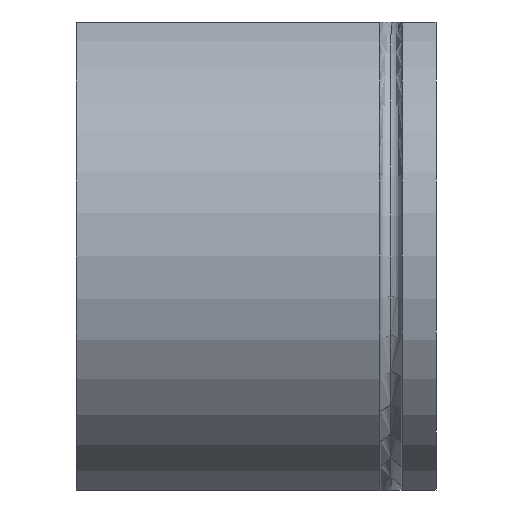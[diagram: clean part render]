
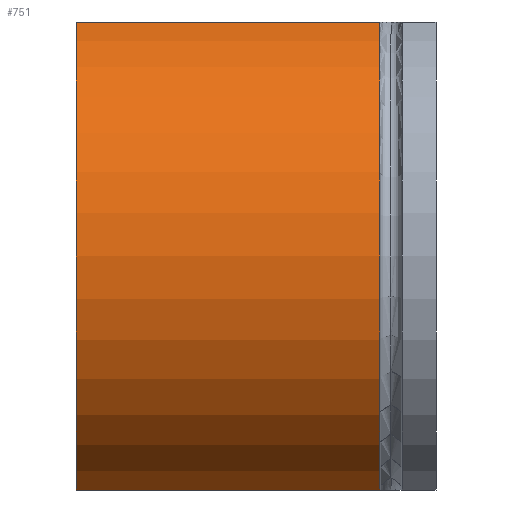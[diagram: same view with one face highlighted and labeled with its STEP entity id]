
A CAD part, front view. The second image highlights one B-rep face of the part: STEP entity #751.
In plain terms, the highlighted cylindrical face has radius 1.422 mm (diameter 2.844 mm), a partial arc.
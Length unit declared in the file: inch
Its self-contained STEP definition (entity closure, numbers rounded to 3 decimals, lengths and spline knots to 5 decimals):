
#11 = DIRECTION ( 'NONE',  ( -1., 0., 0. ) ) ;
#19 = CARTESIAN_POINT ( 'NONE',  ( 0.0635, 0., 0. ) ) ;
#33 = VECTOR ( 'NONE', #802, 39.37008 ) ;
#45 = VECTOR ( 'NONE', #795, 39.37008 ) ;
#59 = AXIS2_PLACEMENT_3D ( 'NONE', #19, #11, #785 ) ;
#76 = VERTEX_POINT ( 'NONE', #497 ) ;
#80 = AXIS2_PLACEMENT_3D ( 'NONE', #772, #249, #265 ) ;
#82 = LINE ( 'NONE', #347, #45 ) ;
#87 = EDGE_CURVE ( 'NONE', #93, #76, #82, .T. ) ;
#93 = VERTEX_POINT ( 'NONE', #279 ) ;
#98 = VERTEX_POINT ( 'NONE', #553 ) ;
#122 = FACE_OUTER_BOUND ( 'NONE', #620, .T. ) ;
#183 = CARTESIAN_POINT ( 'NONE',  ( -0.004, 0., 0. ) ) ;
#249 = DIRECTION ( 'NONE',  ( 1., 0., 0. ) ) ;
#265 = DIRECTION ( 'NONE',  ( 0., 0., -1. ) ) ;
#279 = CARTESIAN_POINT ( 'NONE',  ( -0.004, -0.02076, -0.052 ) ) ;
#324 = DIRECTION ( 'NONE',  ( 1., 0., 0. ) ) ;
#347 = CARTESIAN_POINT ( 'NONE',  ( -0.004, -0.02076, -0.052 ) ) ;
#358 = CIRCLE ( 'NONE', #59, 0.05599 ) ;
#381 = CARTESIAN_POINT ( 'NONE',  ( -0.004, -0.02076, 0.052 ) ) ;
#394 = DIRECTION ( 'NONE',  ( 0., 0., -1. ) ) ;
#419 = CARTESIAN_POINT ( 'NONE',  ( -0.004, -0.02076, 0.052 ) ) ;
#434 = EDGE_CURVE ( 'NONE', #446, #93, #523, .T. ) ;
#446 = VERTEX_POINT ( 'NONE', #381 ) ;
#461 = ORIENTED_EDGE ( 'NONE', *, *, #705, .F. ) ;
#485 = LINE ( 'NONE', #419, #33 ) ;
#486 = AXIS2_PLACEMENT_3D ( 'NONE', #183, #324, #394 ) ;
#497 = CARTESIAN_POINT ( 'NONE',  ( 0.0635, -0.02076, -0.052 ) ) ;
#523 = CIRCLE ( 'NONE', #80, 0.05599 ) ;
#527 = ORIENTED_EDGE ( 'NONE', *, *, #87, .T. ) ;
#553 = CARTESIAN_POINT ( 'NONE',  ( 0.0635, -0.02076, 0.052 ) ) ;
#557 = EDGE_CURVE ( 'NONE', #76, #98, #358, .T. ) ;
#620 = EDGE_LOOP ( 'NONE', ( #527, #635, #461, #782 ) ) ;
#635 = ORIENTED_EDGE ( 'NONE', *, *, #557, .T. ) ;
#705 = EDGE_CURVE ( 'NONE', #446, #98, #485, .T. ) ;
#751 = ADVANCED_FACE ( 'NONE', ( #122 ), #760, .T. ) ;
#760 = CYLINDRICAL_SURFACE ( 'NONE', #486, 0.05599 ) ;
#772 = CARTESIAN_POINT ( 'NONE',  ( -0.004, 0., 0. ) ) ;
#782 = ORIENTED_EDGE ( 'NONE', *, *, #434, .T. ) ;
#785 = DIRECTION ( 'NONE',  ( 0., 0., 1. ) ) ;
#795 = DIRECTION ( 'NONE',  ( 1., 0., 0. ) ) ;
#802 = DIRECTION ( 'NONE',  ( 1., 0., 0. ) ) ;
